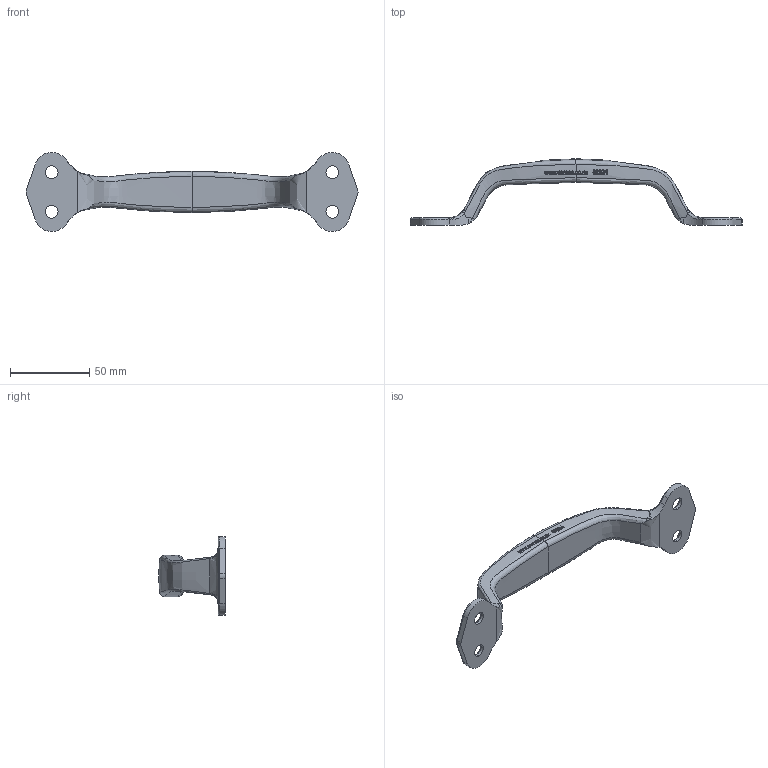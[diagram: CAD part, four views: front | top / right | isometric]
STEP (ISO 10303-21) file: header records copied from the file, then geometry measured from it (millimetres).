
FILE_DESCRIPTION (( 'STEP AP214' ), '1' );
FILE_NAME ('02934-Grab Handle Chrome 210mm.STEP', '2018-08-17T04:51:37', ( '' ), ( '' ), 'SwSTEP 2.0', 'SolidWorks 2018', '' );
FILE_SCHEMA (( 'AUTOMOTIVE_DESIGN' ));
Length unit declared in the file: millimetre
Products named in the file (1): 02934-Grab Handle Chrome 210mm
Bounding box: 210 x 41.93 x 49.95 mm (x, y, z)
Volume: 56801 mm3; surface area: 17129.7 mm2
Topology: 1 solids, 1 shells, 363 faces, 968 edges, 632 vertices
Faces by surface type: bspline 178, plane 143, cylinder 26, torus 8, cone 8
Entity records: 22894 total; most frequent: CARTESIAN_POINT 15477, ORIENTED_EDGE 1936, EDGE_CURVE 968, DIRECTION 823, VERTEX_POINT 632, B_SPLINE_CURVE_WITH_KNOTS 588, EDGE_LOOP 396, FACE_OUTER_BOUND 363
